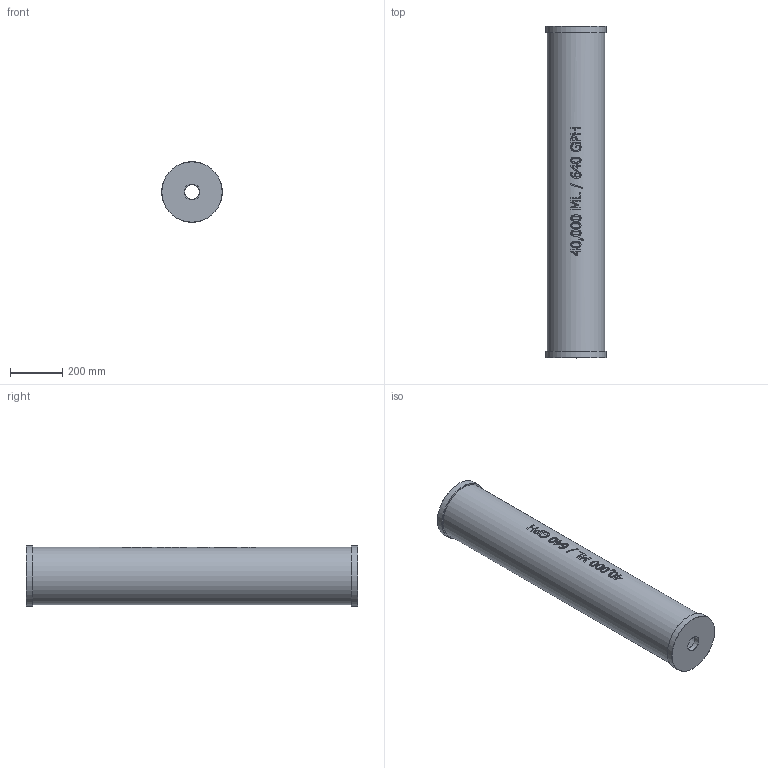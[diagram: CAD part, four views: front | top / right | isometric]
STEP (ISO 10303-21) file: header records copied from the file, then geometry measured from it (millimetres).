
FILE_DESCRIPTION((''),'2;1');
FILE_NAME('PV#2-40000_R0.stp','2019-02-14T15:02:57',('Engineering'),(''),'Autodesk Inventor 2009','Autodesk Inventor 2009','');
FILE_SCHEMA(('AUTOMOTIVE_DESIGN { 1 0 10303 214 1 1 1 1 }'));
Length unit declared in the file: inch
Products named in the file (1): Part1
Bounding box: 231.78 x 1270 x 231.78 mm (x, y, z)
Volume: 5475664.4 mm3; surface area: 1904241 mm2
Topology: 1 solids, 1 shells, 239 faces, 605 edges, 400 vertices
Faces by surface type: bspline 113, plane 82, cylinder 32, cone 12
Full cylindrical faces by diameter (mm): 208.717 x2, 209.677 x1, 218.415 x1, 219.817 x2, 231.775 x2
Entity records: 59039 total; most frequent: CARTESIAN_POINT 54168, ORIENTED_EDGE 1170, DIRECTION 614, EDGE_CURVE 585, VERTEX_POINT 400, EDGE_LOOP 293, B_SPLINE_CURVE_WITH_KNOTS 291, FACE_OUTER_BOUND 239
